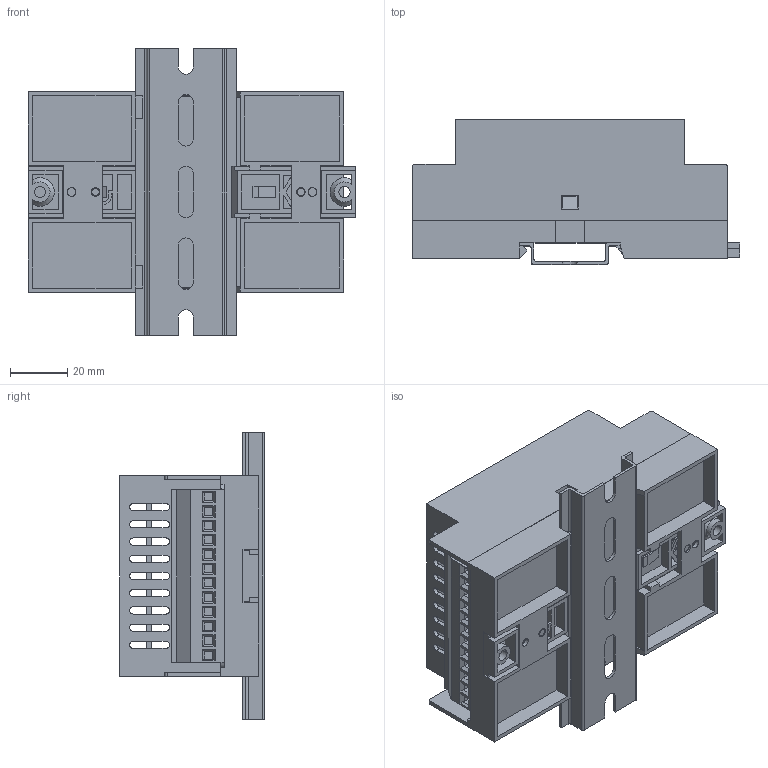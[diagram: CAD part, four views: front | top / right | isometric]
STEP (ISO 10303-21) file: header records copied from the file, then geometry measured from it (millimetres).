
FILE_DESCRIPTION (( 'STEP AP214' ), '1' );
FILE_NAME ('CESV-70-02.STEP', '2022-11-12T10:24:47', ( '' ), ( '' ), 'SwSTEP 2.0', 'SolidWorks 2017', '' );
FILE_SCHEMA (( 'AUTOMOTIVE_DESIGN' ));
Length unit declared in the file: millimetre
Products named in the file (11): Clip-Small; CESV-70-02; Screw-smallest; Screw-small; Base PCB-MDP-70-01; TopCover with Ventilation - CESVC-70; Display PCB^CES-70; Euro fixed Terminal-12Way; Rail-35; Base plate - MDB-70; Clip-Big
Assembly tree (15 placements, depth 2):
  CESV-70-02
    Base plate - MDB-70
    Clip-Big
    Clip-Small
    Base PCB-MDP-70-01
    Screw-small  x2
    Euro fixed Terminal-12Way  x2
    Rail-35
    Display PCB^CES-70
    Screw-smallest  x4
    TopCover with Ventilation - CESVC-70
Bounding box: 114.3 x 50.55 x 100 mm (x, y, z)
Volume: 82004.3 mm3; surface area: 112933.7 mm2
Topology: 15 solids, 15 shells, 1213 faces, 3232 edges, 2126 vertices
Faces by surface type: plane 840, cylinder 295, cone 40, torus 22, bspline 16
Entity records: 29036 total; most frequent: CARTESIAN_POINT 5229, ORIENTED_EDGE 4868, DIRECTION 4718, EDGE_CURVE 2434, VECTOR 1842, LINE 1842, VERTEX_POINT 1607, AXIS2_PLACEMENT_3D 1438
